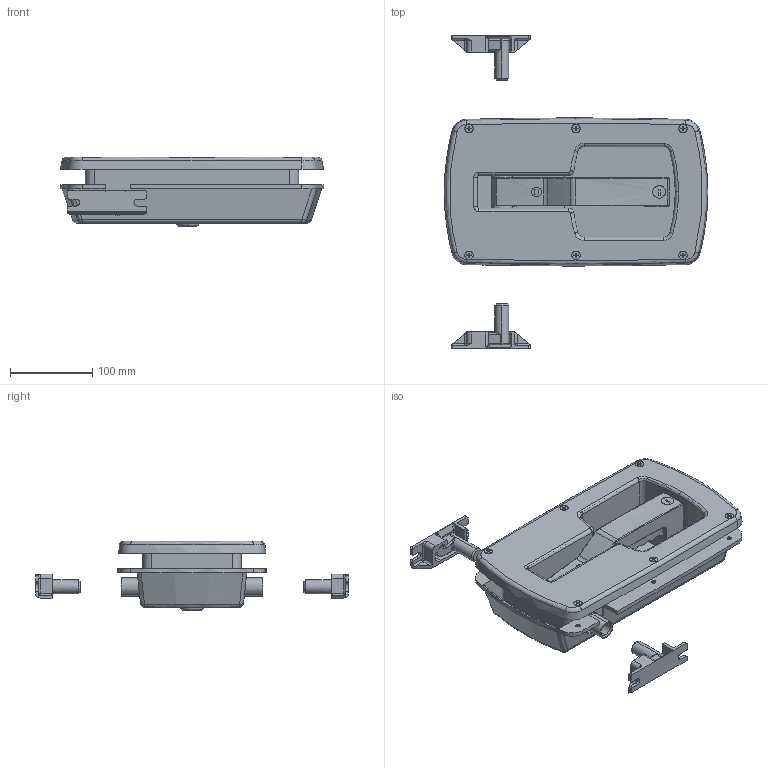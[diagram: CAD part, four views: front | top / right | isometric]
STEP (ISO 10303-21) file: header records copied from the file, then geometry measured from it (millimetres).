
FILE_DESCRIPTION (( 'STEP AP203' ), '1' );
FILE_NAME ('FA-815N-3-C.STEP', '2020-05-22T04:13:01', ( '' ), ( '' ), 'SwSTEP 2.0', 'SolidWorks 2018', '' );
FILE_SCHEMA (( 'CONFIG_CONTROL_DESIGN' ));
Length unit declared in the file: millimetre
Products named in the file (14): FA-1815-S-3僉乕僷乕__R; FA-815-3_ボディ_; FA-1815-S-3_; FA-815-3_ハンドル_; FA-815N-3_十字穴付皿小ねじ_内径基準ver1.02__M5x8十字穴付皿小ねじ(SUS); FA-815N-3-C_僕儑僀儞僩C_; FA-1815-S-3僼僢僋__R; FA-1815-S-3僼僢僋__L; C-30-SG-A__C-30-SG-20A; FA-815-3_裏カバー_; FA-815-3_表カバー_; T0230僟儈乕儘乕僞乕__#T0230-3; FA-1815-S-3僉乕僷乕__L; FA-815N-3-C
Assembly tree (19 placements, depth 3):
  FA-815N-3-C
    FA-815-3_表カバー_
    FA-815-3_ボディ_
    FA-815-3_ハンドル_
    FA-815-3_裏カバー_
    C-30-SG-A__C-30-SG-20A
    FA-815N-3_十字穴付皿小ねじ_内径基準ver1.02__M5x8十字穴付皿小ねじ(SUS)  x6
    T0230僟儈乕儘乕僞乕__#T0230-3
    FA-815N-3-C_僕儑僀儞僩C_  x2
    FA-1815-S-3_
      FA-1815-S-3僉乕僷乕__L
      FA-1815-S-3僉乕僷乕__R
      FA-1815-S-3僼僢僋__R
      FA-1815-S-3僼僢僋__L
Bounding box: 320 x 380 x 84.4 mm (x, y, z)
Volume: 1047338.6 mm3; surface area: 640834.7 mm2
Topology: 18 solids, 18 shells, 961 faces, 2389 edges, 1490 vertices
Faces by surface type: cylinder 384, plane 325, torus 120, cone 72, bspline 48, sphere 12
Entity records: 27747 total; most frequent: CARTESIAN_POINT 7707, DIRECTION 4115, ORIENTED_EDGE 3758, EDGE_CURVE 1879, AXIS2_PLACEMENT_3D 1660, VERTEX_POINT 1164, CIRCLE 924, EDGE_LOOP 845
